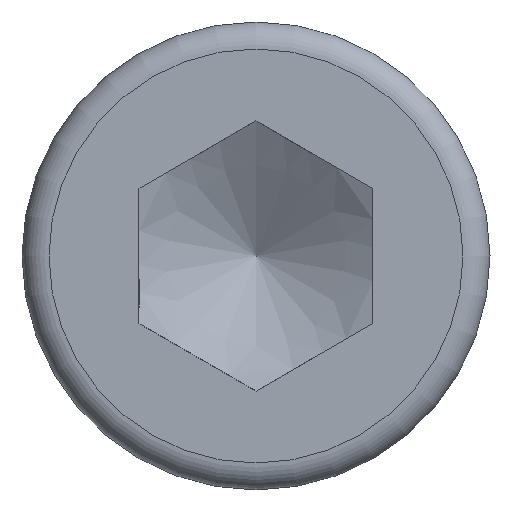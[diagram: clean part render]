
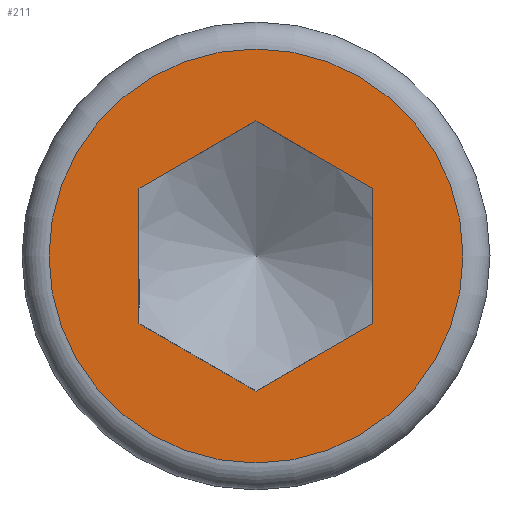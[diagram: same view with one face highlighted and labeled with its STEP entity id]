
A CAD part, left-side view. The second image highlights one B-rep face of the part: STEP entity #211.
In plain terms, the highlighted planar face has unit normal (-1, 0, 0).
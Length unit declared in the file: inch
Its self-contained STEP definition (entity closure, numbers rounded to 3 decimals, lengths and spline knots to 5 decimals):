
#21=LINE('',#344,#33);
#22=LINE('',#346,#34);
#23=LINE('',#348,#35);
#24=LINE('',#350,#36);
#25=LINE('',#352,#37);
#26=LINE('',#353,#38);
#33=VECTOR('',#292,0.3937);
#34=VECTOR('',#293,0.3937);
#35=VECTOR('',#294,0.3937);
#36=VECTOR('',#295,0.3937);
#37=VECTOR('',#296,0.3937);
#38=VECTOR('',#297,0.3937);
#49=PLANE('',#253);
#63=FACE_BOUND('',#92,.T.);
#71=FACE_OUTER_BOUND('',#91,.T.);
#91=EDGE_LOOP('',(#164));
#92=EDGE_LOOP('',(#165,#166,#167,#168,#169,#170));
#107=CIRCLE('',#251,0.138);
#114=VERTEX_POINT('',#337);
#116=VERTEX_POINT('',#342);
#117=VERTEX_POINT('',#343);
#118=VERTEX_POINT('',#345);
#119=VERTEX_POINT('',#347);
#120=VERTEX_POINT('',#349);
#121=VERTEX_POINT('',#351);
#133=EDGE_CURVE('',#114,#114,#107,.T.);
#135=EDGE_CURVE('',#116,#117,#21,.T.);
#136=EDGE_CURVE('',#117,#118,#22,.T.);
#137=EDGE_CURVE('',#118,#119,#23,.T.);
#138=EDGE_CURVE('',#119,#120,#24,.T.);
#139=EDGE_CURVE('',#120,#121,#25,.T.);
#140=EDGE_CURVE('',#121,#116,#26,.T.);
#164=ORIENTED_EDGE('',*,*,#133,.F.);
#165=ORIENTED_EDGE('',*,*,#135,.T.);
#166=ORIENTED_EDGE('',*,*,#136,.T.);
#167=ORIENTED_EDGE('',*,*,#137,.T.);
#168=ORIENTED_EDGE('',*,*,#138,.T.);
#169=ORIENTED_EDGE('',*,*,#139,.T.);
#170=ORIENTED_EDGE('',*,*,#140,.T.);
#211=ADVANCED_FACE('',(#71,#63),#49,.T.);
#251=AXIS2_PLACEMENT_3D('',#338,#286,#287);
#253=AXIS2_PLACEMENT_3D('',#341,#290,#291);
#286=DIRECTION('center_axis',(1.,0.,0.));
#287=DIRECTION('ref_axis',(0.,-1.,0.));
#290=DIRECTION('center_axis',(-1.,0.,0.));
#291=DIRECTION('ref_axis',(0.,0.,1.));
#292=DIRECTION('',(0.,0.,1.));
#293=DIRECTION('',(0.,-0.866,0.5));
#294=DIRECTION('',(0.,-0.866,-0.5));
#295=DIRECTION('',(0.,0.,-1.));
#296=DIRECTION('',(0.,0.866,-0.5));
#297=DIRECTION('',(0.,0.866,0.5));
#337=CARTESIAN_POINT('',(-0.19,0.138,0.));
#338=CARTESIAN_POINT('Origin',(-0.19,0.,0.));
#341=CARTESIAN_POINT('Origin',(-0.19,0.12303,0.));
#342=CARTESIAN_POINT('',(-0.19,0.078,-0.04503));
#343=CARTESIAN_POINT('',(-0.19,0.078,0.04503));
#344=CARTESIAN_POINT('',(-0.19,0.078,0.02252));
#345=CARTESIAN_POINT('',(-0.19,0.,0.09007));
#346=CARTESIAN_POINT('',(-0.19,0.0195,0.07881));
#347=CARTESIAN_POINT('',(-0.19,-0.078,0.04503));
#348=CARTESIAN_POINT('',(-0.19,-0.0585,0.05629));
#349=CARTESIAN_POINT('',(-0.19,-0.078,-0.04503));
#350=CARTESIAN_POINT('',(-0.19,-0.078,-0.02252));
#351=CARTESIAN_POINT('',(-0.19,0.,-0.09007));
#352=CARTESIAN_POINT('',(-0.19,-0.0195,-0.07881));
#353=CARTESIAN_POINT('',(-0.19,0.0585,-0.05629));
